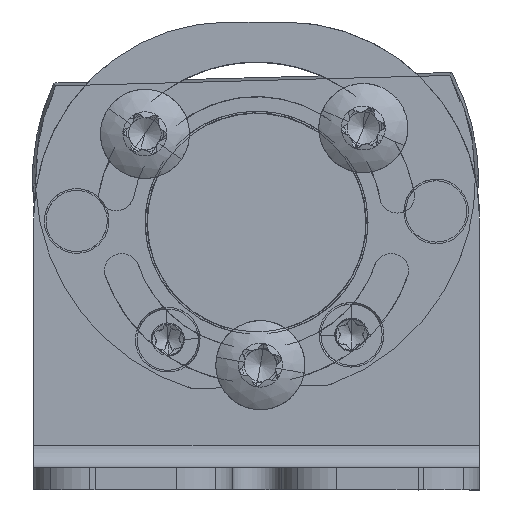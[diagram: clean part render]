
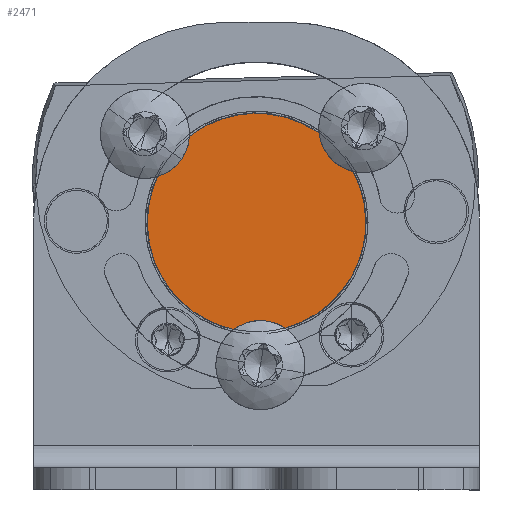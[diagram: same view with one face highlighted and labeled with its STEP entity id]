
A CAD part, front view. The second image highlights one B-rep face of the part: STEP entity #2471.
In plain terms, the highlighted planar face has unit normal (0, -1, 0).
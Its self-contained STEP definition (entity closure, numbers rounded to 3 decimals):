
#667=AXIS2_PLACEMENT_3D('Circle Axis2P3D',#665,#666,$) ;
#1299=AXIS2_PLACEMENT_3D('Circle Axis2P3D',#1297,#1298,$) ;
#1738=AXIS2_PLACEMENT_3D('Circle Axis2P3D',#1736,#1737,$) ;
#1883=AXIS2_PLACEMENT_3D('Circle Axis2P3D',#1881,#1882,$) ;
#2392=AXIS2_PLACEMENT_3D('Plane Axis2P3D',#2389,#2390,#2391) ;
#599=CARTESIAN_POINT('Vertex',(25.715,23.,32.033)) ;
#603=CARTESIAN_POINT('Control Point',(28.108,23.,28.811)) ;
#604=CARTESIAN_POINT('Control Point',(27.142,23.,29.227)) ;
#605=CARTESIAN_POINT('Control Point',(26.321,23.,29.983)) ;
#606=CARTESIAN_POINT('Control Point',(25.834,23.,30.989)) ;
#607=CARTESIAN_POINT('Control Point',(25.715,23.,32.033)) ;
#608=CARTESIAN_POINT('Vertex',(28.108,23.,28.811)) ;
#665=CARTESIAN_POINT('Axis2P3D Location',(29.69,23.,32.485)) ;
#669=CARTESIAN_POINT('Vertex',(28.76,23.,28.594)) ;
#1255=CARTESIAN_POINT('Vertex',(21.165,23.,15.139)) ;
#1294=CARTESIAN_POINT('Vertex',(22.654,23.,14.539)) ;
#1297=CARTESIAN_POINT('Axis2P3D Location',(20.445,23.,11.204)) ;
#1736=CARTESIAN_POINT('Axis2P3D Location',(20.445,23.,11.204)) ;
#1740=CARTESIAN_POINT('Vertex',(18.063,23.,14.418)) ;
#1878=CARTESIAN_POINT('Vertex',(11.221,23.,28.129)) ;
#1881=CARTESIAN_POINT('Axis2P3D Location',(10.086,23.,31.965)) ;
#1885=CARTESIAN_POINT('Vertex',(14.079,23.,31.724)) ;
#2389=CARTESIAN_POINT('Axis2P3D Location',(20.106,23.,24.)) ;
#2395=CARTESIAN_POINT('Control Point',(25.715,23.,32.033)) ;
#2396=CARTESIAN_POINT('Control Point',(24.961,23.,32.56)) ;
#2397=CARTESIAN_POINT('Control Point',(24.145,23.,32.998)) ;
#2398=CARTESIAN_POINT('Control Point',(23.281,23.,33.338)) ;
#2399=CARTESIAN_POINT('Control Point',(21.489,23.,33.809)) ;
#2400=CARTESIAN_POINT('Control Point',(19.637,23.,33.852)) ;
#2401=CARTESIAN_POINT('Control Point',(18.712,23.,33.764)) ;
#2402=CARTESIAN_POINT('Control Point',(17.164,23.,33.43)) ;
#2403=CARTESIAN_POINT('Control Point',(15.718,23.,32.797)) ;
#2404=CARTESIAN_POINT('Control Point',(15.141,23.,32.485)) ;
#2405=CARTESIAN_POINT('Control Point',(14.593,23.,32.126)) ;
#2406=CARTESIAN_POINT('Control Point',(14.079,23.,31.724)) ;
#2409=CARTESIAN_POINT('Control Point',(11.221,23.,28.129)) ;
#2410=CARTESIAN_POINT('Control Point',(10.84,23.,27.309)) ;
#2411=CARTESIAN_POINT('Control Point',(10.553,23.,26.445)) ;
#2412=CARTESIAN_POINT('Control Point',(10.368,23.,25.551)) ;
#2413=CARTESIAN_POINT('Control Point',(10.288,23.,24.644)) ;
#2414=CARTESIAN_POINT('Control Point',(10.312,23.,23.74)) ;
#2415=CARTESIAN_POINT('Vertex',(10.312,23.,23.74)) ;
#2419=CARTESIAN_POINT('Control Point',(10.312,23.,23.74)) ;
#2420=CARTESIAN_POINT('Control Point',(10.336,23.,22.821)) ;
#2421=CARTESIAN_POINT('Control Point',(10.469,23.,21.904)) ;
#2422=CARTESIAN_POINT('Control Point',(10.708,23.,21.007)) ;
#2423=CARTESIAN_POINT('Control Point',(11.394,23.,19.285)) ;
#2424=CARTESIAN_POINT('Control Point',(12.46,23.,17.77)) ;
#2425=CARTESIAN_POINT('Control Point',(13.08,23.,17.078)) ;
#2426=CARTESIAN_POINT('Control Point',(14.36,23.,15.951)) ;
#2427=CARTESIAN_POINT('Control Point',(15.849,23.,15.124)) ;
#2428=CARTESIAN_POINT('Control Point',(16.564,23.,14.815)) ;
#2429=CARTESIAN_POINT('Control Point',(17.306,23.,14.579)) ;
#2430=CARTESIAN_POINT('Control Point',(18.063,23.,14.418)) ;
#2433=CARTESIAN_POINT('Control Point',(22.654,23.,14.539)) ;
#2434=CARTESIAN_POINT('Control Point',(23.542,23.,14.779)) ;
#2435=CARTESIAN_POINT('Control Point',(24.403,23.,15.122)) ;
#2436=CARTESIAN_POINT('Control Point',(25.219,23.,15.566)) ;
#2437=CARTESIAN_POINT('Control Point',(26.731,23.,16.636)) ;
#2438=CARTESIAN_POINT('Control Point',(27.955,23.,18.027)) ;
#2439=CARTESIAN_POINT('Control Point',(28.482,23.,18.792)) ;
#2440=CARTESIAN_POINT('Control Point',(29.278,23.,20.301)) ;
#2441=CARTESIAN_POINT('Control Point',(29.732,23.,21.942)) ;
#2442=CARTESIAN_POINT('Control Point',(29.865,23.,22.71)) ;
#2443=CARTESIAN_POINT('Control Point',(29.921,23.,23.486)) ;
#2444=CARTESIAN_POINT('Control Point',(29.9,23.,24.26)) ;
#2445=CARTESIAN_POINT('Vertex',(29.9,23.,24.26)) ;
#2449=CARTESIAN_POINT('Control Point',(29.9,23.,24.26)) ;
#2450=CARTESIAN_POINT('Control Point',(29.896,23.,24.405)) ;
#2451=CARTESIAN_POINT('Control Point',(29.89,23.,24.551)) ;
#2452=CARTESIAN_POINT('Control Point',(29.881,23.,24.696)) ;
#2453=CARTESIAN_POINT('Control Point',(29.806,23.,25.598)) ;
#2454=CARTESIAN_POINT('Control Point',(29.628,23.,26.489)) ;
#2455=CARTESIAN_POINT('Control Point',(29.406,23.,27.22)) ;
#2456=CARTESIAN_POINT('Control Point',(29.115,23.,27.924)) ;
#2457=CARTESIAN_POINT('Control Point',(28.76,23.,28.594)) ;
#666=DIRECTION('Axis2P3D Direction',(0.,1.,0.)) ;
#1298=DIRECTION('Axis2P3D Direction',(0.,1.,0.)) ;
#1737=DIRECTION('Axis2P3D Direction',(0.,1.,0.)) ;
#1882=DIRECTION('Axis2P3D Direction',(0.,1.,0.)) ;
#2390=DIRECTION('Axis2P3D Direction',(0.,1.,0.)) ;
#2391=DIRECTION('Axis2P3D XDirection',(1.,0.,0.027)) ;
#2460=ORIENTED_EDGE('',*,*,#671,.T.) ;
#2461=ORIENTED_EDGE('',*,*,#610,.T.) ;
#2462=ORIENTED_EDGE('',*,*,#2407,.T.) ;
#2463=ORIENTED_EDGE('',*,*,#1887,.T.) ;
#2464=ORIENTED_EDGE('',*,*,#2417,.T.) ;
#2465=ORIENTED_EDGE('',*,*,#2431,.T.) ;
#2466=ORIENTED_EDGE('',*,*,#1742,.T.) ;
#2467=ORIENTED_EDGE('',*,*,#1301,.T.) ;
#2468=ORIENTED_EDGE('',*,*,#2447,.T.) ;
#2469=ORIENTED_EDGE('',*,*,#2458,.T.) ;
#2471=ADVANCED_FACE('Hauptkoerper',(#2470),#2393,.F.) ;
#602=B_SPLINE_CURVE_WITH_KNOTS('',4,(#603,#604,#605,#606,#607),.UNSPECIFIED.,.F.,.U.,(5,5),(-2.102,2.102),.UNSPECIFIED.) ;
#2394=B_SPLINE_CURVE_WITH_KNOTS('',5,(#2395,#2396,#2397,#2398,#2399,#2400,#2401,#2402,#2403,#2404,#2405,#2406),.UNSPECIFIED.,.F.,.U.,(6,3,3,6),(0.,6.506,13.012,17.627),.UNSPECIFIED.) ;
#2408=B_SPLINE_CURVE_WITH_KNOTS('',5,(#2409,#2410,#2411,#2412,#2413,#2414),.UNSPECIFIED.,.F.,.U.,(6,6),(0.,6.395),.UNSPECIFIED.) ;
#2418=B_SPLINE_CURVE_WITH_KNOTS('',5,(#2419,#2420,#2421,#2422,#2423,#2424,#2425,#2426,#2427,#2428,#2429,#2430),.UNSPECIFIED.,.F.,.U.,(6,3,3,6),(0.,6.506,13.012,18.487),.UNSPECIFIED.) ;
#2432=B_SPLINE_CURVE_WITH_KNOTS('',5,(#2433,#2434,#2435,#2436,#2437,#2438,#2439,#2440,#2441,#2442,#2443,#2444),.UNSPECIFIED.,.F.,.U.,(6,3,3,6),(0.,6.506,13.012,18.487),.UNSPECIFIED.) ;
#2448=B_SPLINE_CURVE_WITH_KNOTS('',5,(#2449,#2450,#2451,#2452,#2453,#2454,#2455,#2456,#2457),.UNSPECIFIED.,.F.,.U.,(6,3,6),(18.487,19.517,24.882),.UNSPECIFIED.) ;
#668=CIRCLE('generated circle',#667,4.) ;
#1300=CIRCLE('generated circle',#1299,4.) ;
#1739=CIRCLE('generated circle',#1738,4.) ;
#1884=CIRCLE('generated circle',#1883,4.) ;
#610=EDGE_CURVE('',#609,#600,#602,.T.) ;
#671=EDGE_CURVE('',#670,#609,#668,.T.) ;
#1301=EDGE_CURVE('',#1256,#1295,#1300,.T.) ;
#1742=EDGE_CURVE('',#1741,#1256,#1739,.T.) ;
#1887=EDGE_CURVE('',#1886,#1879,#1884,.T.) ;
#2407=EDGE_CURVE('',#600,#1886,#2394,.T.) ;
#2417=EDGE_CURVE('',#1879,#2416,#2408,.T.) ;
#2431=EDGE_CURVE('',#2416,#1741,#2418,.T.) ;
#2447=EDGE_CURVE('',#1295,#2446,#2432,.T.) ;
#2458=EDGE_CURVE('',#2446,#670,#2448,.T.) ;
#2459=EDGE_LOOP('',(#2460,#2461,#2462,#2463,#2464,#2465,#2466,#2467,#2468,#2469)) ;
#2470=FACE_OUTER_BOUND('',#2459,.T.) ;
#2393=PLANE('',#2392) ;
#600=VERTEX_POINT('',#599) ;
#609=VERTEX_POINT('',#608) ;
#670=VERTEX_POINT('',#669) ;
#1256=VERTEX_POINT('',#1255) ;
#1295=VERTEX_POINT('',#1294) ;
#1741=VERTEX_POINT('',#1740) ;
#1879=VERTEX_POINT('',#1878) ;
#1886=VERTEX_POINT('',#1885) ;
#2416=VERTEX_POINT('',#2415) ;
#2446=VERTEX_POINT('',#2445) ;
